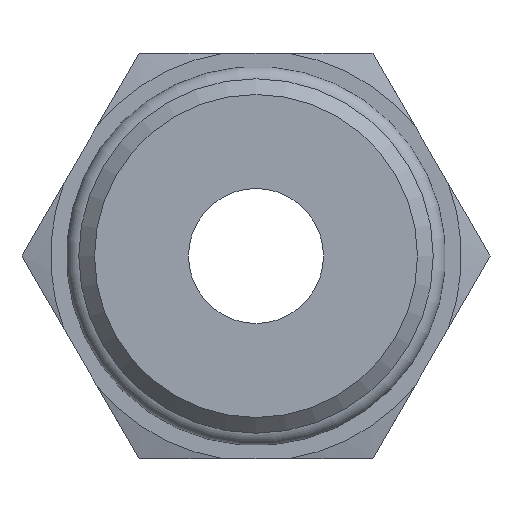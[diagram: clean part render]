
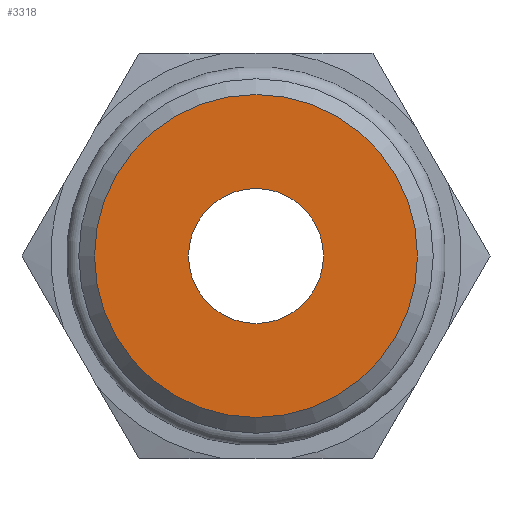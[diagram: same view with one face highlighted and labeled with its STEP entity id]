
A CAD part, left-side view. The second image highlights one B-rep face of the part: STEP entity #3318.
In plain terms, the highlighted planar face has unit normal (-1, 0, 0).
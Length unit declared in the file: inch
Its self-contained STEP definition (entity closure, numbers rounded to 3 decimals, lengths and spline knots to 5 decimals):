
#3207=CARTESIAN_POINT('',(-0.59,-0.25,0.));
#3208=VERTEX_POINT('',#3207);
#3209=CARTESIAN_POINT('',(-0.59,0.,0.));
#3210=DIRECTION('',(1.0,0.0,0.0));
#3211=DIRECTION('',(0.0,-1.0,0.0));
#3212=AXIS2_PLACEMENT_3D('',#3209,#3210,#3211);
#3213=CIRCLE('',#3212,0.25);
#3214=EDGE_CURVE('',#3208,#3208,#3213,.T.);
#3292=CARTESIAN_POINT('',(-0.59,0.,0.5975));
#3293=VERTEX_POINT('',#3292);
#3294=CARTESIAN_POINT('',(-0.59,0.,0.));
#3295=DIRECTION('',(1.0,0.0,0.0));
#3296=DIRECTION('',(0.0,0.0,-1.0));
#3297=AXIS2_PLACEMENT_3D('',#3294,#3295,#3296);
#3298=CIRCLE('',#3297,0.5975);
#3299=EDGE_CURVE('',#3293,#3293,#3298,.T.);
#3307=CARTESIAN_POINT('',(-0.59,0.,0.));
#3308=DIRECTION('',(1.0,0.0,0.0));
#3309=DIRECTION('',(0.0,0.0,-1.0));
#3310=AXIS2_PLACEMENT_3D('',#3307,#3308,#3309);
#3311=PLANE('',#3310);
#3312=ORIENTED_EDGE('',*,*,#3299,.F.);
#3313=EDGE_LOOP('',(#3312));
#3314=FACE_OUTER_BOUND('',#3313,.T.);
#3315=ORIENTED_EDGE('',*,*,#3214,.T.);
#3316=EDGE_LOOP('',(#3315));
#3317=FACE_BOUND('',#3316,.T.);
#3318=ADVANCED_FACE('',(#3314,#3317),#3311,.F.);
